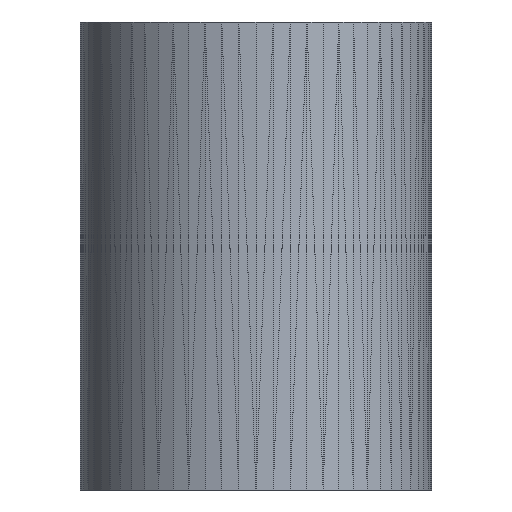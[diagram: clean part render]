
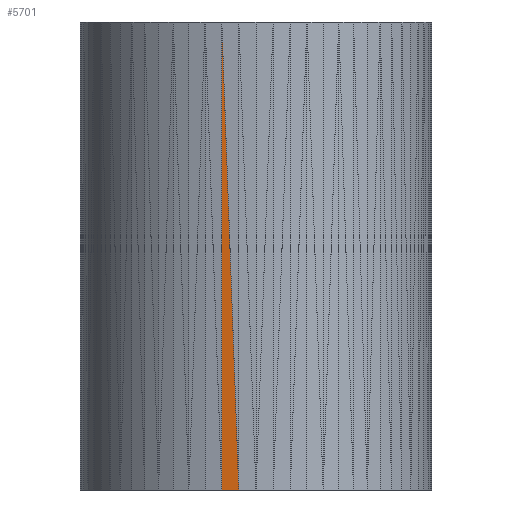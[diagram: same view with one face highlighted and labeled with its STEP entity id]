
A CAD part, left-side view. The second image highlights one B-rep face of the part: STEP entity #5701.
In plain terms, the highlighted planar face has unit normal (-0.989, 0.147, 0).
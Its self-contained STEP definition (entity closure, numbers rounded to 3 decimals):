
#69=FACE_OUTER_BOUND('',#581,.T.);
#581=EDGE_LOOP('',(#3761,#3762,#3763));
#1167=LINE('',#8749,#1935);
#1168=LINE('',#8751,#1936);
#1169=LINE('',#8752,#1937);
#1935=VECTOR('',#6925,10.);
#1936=VECTOR('',#6926,10.);
#1937=VECTOR('',#6927,10.);
#2659=VERTEX_POINT('',#8747);
#2660=VERTEX_POINT('',#8748);
#2661=VERTEX_POINT('',#8750);
#2959=EDGE_CURVE('',#2659,#2660,#1167,.T.);
#2960=EDGE_CURVE('',#2659,#2661,#1168,.T.);
#2961=EDGE_CURVE('',#2660,#2661,#1169,.T.);
#3761=ORIENTED_EDGE('',*,*,#2959,.F.);
#3762=ORIENTED_EDGE('',*,*,#2960,.T.);
#3763=ORIENTED_EDGE('',*,*,#2961,.F.);
#5189=PLANE('',#6227);
#5701=ADVANCED_FACE('',(#69),#5189,.T.);
#6227=AXIS2_PLACEMENT_3D('',#8746,#6923,#6924);
#6923=DIRECTION('center_axis',(-0.989,0.147,0.));
#6924=DIRECTION('ref_axis',(0.,0.,1.));
#6925=DIRECTION('',(0.147,0.989,0.));
#6926=DIRECTION('',(0.005,0.036,0.999));
#6927=DIRECTION('',(0.,0.,1.));
#8746=CARTESIAN_POINT('Origin',(-155.1,-45.25,680.));
#8747=CARTESIAN_POINT('',(-158.77,-70.01,0.));
#8748=CARTESIAN_POINT('',(-155.1,-45.25,0.));
#8749=CARTESIAN_POINT('',(-158.77,-70.01,0.));
#8750=CARTESIAN_POINT('',(-155.1,-45.25,680.));
#8751=CARTESIAN_POINT('',(-158.77,-70.01,0.));
#8752=CARTESIAN_POINT('',(-155.1,-45.25,0.));
